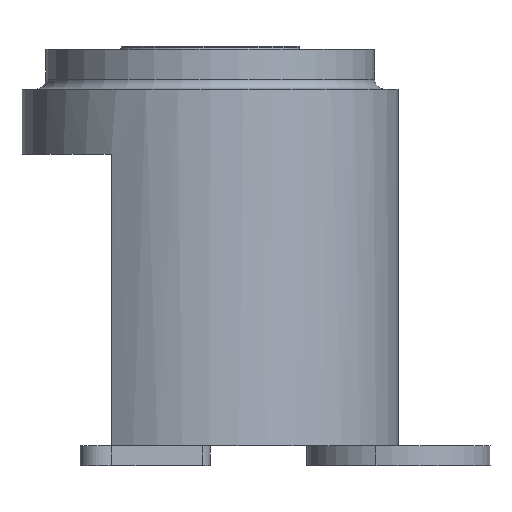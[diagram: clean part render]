
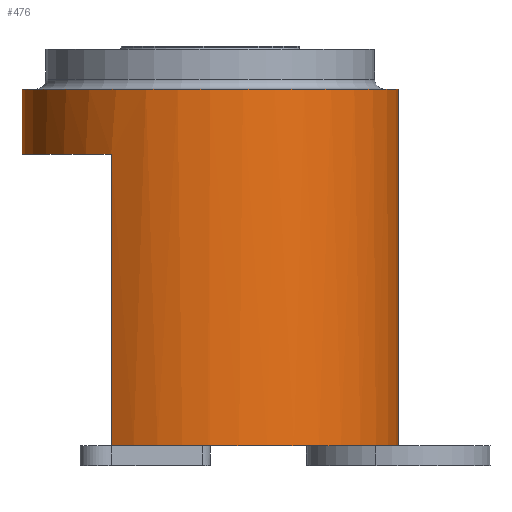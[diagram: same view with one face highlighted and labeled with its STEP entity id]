
A CAD part, left-side view. The second image highlights one B-rep face of the part: STEP entity #476.
In plain terms, the highlighted cylindrical face has radius 95 mm (diameter 190 mm), a full revolution.
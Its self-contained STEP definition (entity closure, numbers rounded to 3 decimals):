
#60=LINE('',#843,#88);
#62=LINE('',#846,#90);
#64=LINE('',#864,#92);
#88=VECTOR('',#699,10.);
#90=VECTOR('',#701,10.);
#92=VECTOR('',#727,95.);
#104=CYLINDRICAL_SURFACE('',#565,95.);
#132=FACE_OUTER_BOUND('',#168,.T.);
#168=EDGE_LOOP('',(#435,#436,#437,#438,#439,#440,#441,#442,#443,#444,#445,
#446));
#174=CIRCLE('',#508,95.);
#184=CIRCLE('',#524,95.);
#185=CIRCLE('',#525,95.);
#195=CIRCLE('',#542,95.);
#196=CIRCLE('',#543,95.);
#197=CIRCLE('',#544,95.);
#200=CIRCLE('',#550,95.);
#201=CIRCLE('',#555,95.);
#211=VERTEX_POINT('',#742);
#221=VERTEX_POINT('',#768);
#225=VERTEX_POINT('',#780);
#226=VERTEX_POINT('',#782);
#227=VERTEX_POINT('',#784);
#238=VERTEX_POINT('',#819);
#239=VERTEX_POINT('',#820);
#242=VERTEX_POINT('',#829);
#243=VERTEX_POINT('',#842);
#244=VERTEX_POINT('',#844);
#255=EDGE_CURVE('',#211,#211,#174,.T.);
#273=EDGE_CURVE('',#225,#221,#184,.T.);
#275=EDGE_CURVE('',#227,#226,#185,.T.);
#297=EDGE_CURVE('',#238,#227,#195,.T.);
#298=EDGE_CURVE('',#242,#239,#196,.T.);
#299=EDGE_CURVE('',#221,#242,#197,.T.);
#302=EDGE_CURVE('',#239,#238,#200,.T.);
#304=EDGE_CURVE('',#243,#225,#60,.T.);
#306=EDGE_CURVE('',#226,#244,#62,.T.);
#307=EDGE_CURVE('',#244,#243,#201,.T.);
#314=EDGE_CURVE('',#211,#242,#64,.T.);
#435=ORIENTED_EDGE('',*,*,#255,.T.);
#436=ORIENTED_EDGE('',*,*,#314,.T.);
#437=ORIENTED_EDGE('',*,*,#298,.T.);
#438=ORIENTED_EDGE('',*,*,#302,.T.);
#439=ORIENTED_EDGE('',*,*,#297,.T.);
#440=ORIENTED_EDGE('',*,*,#275,.T.);
#441=ORIENTED_EDGE('',*,*,#306,.T.);
#442=ORIENTED_EDGE('',*,*,#307,.T.);
#443=ORIENTED_EDGE('',*,*,#304,.T.);
#444=ORIENTED_EDGE('',*,*,#273,.T.);
#445=ORIENTED_EDGE('',*,*,#299,.T.);
#446=ORIENTED_EDGE('',*,*,#314,.F.);
#476=ADVANCED_FACE('',(#132),#104,.T.);
#508=AXIS2_PLACEMENT_3D('',#743,#585,#586);
#524=AXIS2_PLACEMENT_3D('',#781,#625,#626);
#525=AXIS2_PLACEMENT_3D('',#785,#628,#629);
#542=AXIS2_PLACEMENT_3D('',#828,#674,#675);
#543=AXIS2_PLACEMENT_3D('',#830,#676,#677);
#544=AXIS2_PLACEMENT_3D('',#831,#678,#679);
#550=AXIS2_PLACEMENT_3D('',#837,#690,#691);
#555=AXIS2_PLACEMENT_3D('',#848,#704,#705);
#565=AXIS2_PLACEMENT_3D('',#863,#725,#726);
#585=DIRECTION('center_axis',(0.,0.,-1.));
#586=DIRECTION('ref_axis',(1.,0.,0.));
#625=DIRECTION('center_axis',(0.,0.,1.));
#626=DIRECTION('ref_axis',(1.,0.,0.));
#628=DIRECTION('center_axis',(0.,0.,1.));
#629=DIRECTION('ref_axis',(1.,0.,0.));
#674=DIRECTION('center_axis',(0.,0.,1.));
#675=DIRECTION('ref_axis',(1.,0.,0.));
#676=DIRECTION('center_axis',(0.,0.,1.));
#677=DIRECTION('ref_axis',(1.,0.,0.));
#678=DIRECTION('center_axis',(0.,0.,1.));
#679=DIRECTION('ref_axis',(1.,0.,0.));
#690=DIRECTION('center_axis',(0.,0.,1.));
#691=DIRECTION('ref_axis',(1.,0.,0.));
#699=DIRECTION('',(0.,0.,-1.));
#701=DIRECTION('',(0.,0.,1.));
#704=DIRECTION('center_axis',(0.,0.,1.));
#705=DIRECTION('ref_axis',(1.,0.,0.));
#725=DIRECTION('center_axis',(0.,0.,1.));
#726=DIRECTION('ref_axis',(1.,0.,0.));
#727=DIRECTION('',(0.,0.,-1.));
#742=CARTESIAN_POINT('',(-95.,0.,180.));
#743=CARTESIAN_POINT('Origin',(0.,0.,180.));
#768=CARTESIAN_POINT('',(-94.991,1.309,0.));
#780=CARTESIAN_POINT('',(-80.777,50.,0.));
#781=CARTESIAN_POINT('Origin',(0.,0.,0.));
#782=CARTESIAN_POINT('',(80.777,50.,0.));
#784=CARTESIAN_POINT('',(94.991,1.309,0.));
#785=CARTESIAN_POINT('Origin',(0.,0.,0.));
#819=CARTESIAN_POINT('',(45.,-83.666,0.));
#820=CARTESIAN_POINT('',(-45.,-83.666,0.));
#828=CARTESIAN_POINT('Origin',(0.,0.,0.));
#829=CARTESIAN_POINT('',(-95.,0.,0.));
#830=CARTESIAN_POINT('Origin',(0.,0.,0.));
#831=CARTESIAN_POINT('Origin',(0.,0.,0.));
#837=CARTESIAN_POINT('Origin',(0.,0.,0.));
#842=CARTESIAN_POINT('',(-80.777,50.,147.));
#843=CARTESIAN_POINT('',(-80.777,50.,0.));
#844=CARTESIAN_POINT('',(80.777,50.,147.));
#846=CARTESIAN_POINT('',(80.777,50.,0.));
#848=CARTESIAN_POINT('Origin',(0.,0.,147.));
#863=CARTESIAN_POINT('Origin',(0.,0.,0.));
#864=CARTESIAN_POINT('',(-95.,0.,0.));
